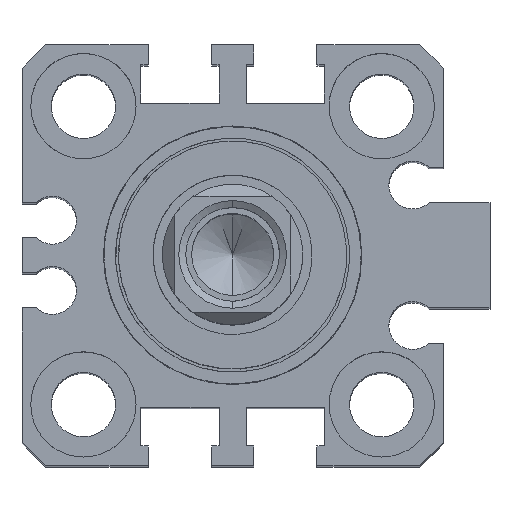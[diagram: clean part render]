
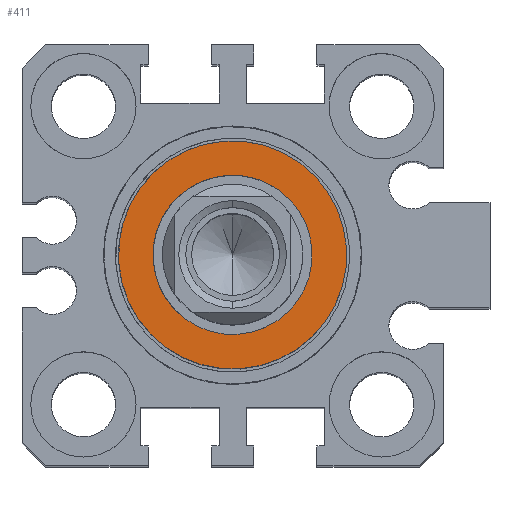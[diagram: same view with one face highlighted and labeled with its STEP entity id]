
A CAD part, top view. The second image highlights one B-rep face of the part: STEP entity #411.
In plain terms, the highlighted planar face has unit normal (0, 0, 1).
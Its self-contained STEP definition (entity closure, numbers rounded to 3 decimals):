
#112=AXIS2_PLACEMENT_3D('Circle Axis2P3D',#110,#111,$) ;
#387=AXIS2_PLACEMENT_3D('Plane Axis2P3D',#384,#385,#386) ;
#391=AXIS2_PLACEMENT_3D('Circle Axis2P3D',#389,#390,$) ;
#400=AXIS2_PLACEMENT_3D('Circle Axis2P3D',#398,#399,$) ;
#107=CARTESIAN_POINT('Vertex',(-4.006,-5.495,16.5)) ;
#110=CARTESIAN_POINT('Axis2P3D Location',(0.,0.,16.5)) ;
#114=CARTESIAN_POINT('Vertex',(4.006,5.495,16.5)) ;
#142=CARTESIAN_POINT('Control Point',(-4.006,-5.495,16.5)) ;
#143=CARTESIAN_POINT('Control Point',(-4.869,-4.866,16.5)) ;
#144=CARTESIAN_POINT('Control Point',(-5.609,-4.067,16.5)) ;
#145=CARTESIAN_POINT('Control Point',(-6.18,-3.131,16.5)) ;
#146=CARTESIAN_POINT('Control Point',(-6.925,-1.085,16.5)) ;
#147=CARTESIAN_POINT('Control Point',(-6.842,1.09,16.5)) ;
#148=CARTESIAN_POINT('Control Point',(-6.584,2.156,16.5)) ;
#149=CARTESIAN_POINT('Control Point',(-5.664,4.129,16.5)) ;
#150=CARTESIAN_POINT('Control Point',(-4.067,5.609,16.5)) ;
#151=CARTESIAN_POINT('Control Point',(-3.131,6.18,16.5)) ;
#152=CARTESIAN_POINT('Control Point',(-1.085,6.925,16.5)) ;
#153=CARTESIAN_POINT('Control Point',(1.09,6.842,16.5)) ;
#154=CARTESIAN_POINT('Control Point',(2.156,6.584,16.5)) ;
#155=CARTESIAN_POINT('Control Point',(3.143,6.124,16.5)) ;
#156=CARTESIAN_POINT('Control Point',(4.006,5.495,16.5)) ;
#384=CARTESIAN_POINT('Axis2P3D Location',(7.879,-5.744,16.5)) ;
#389=CARTESIAN_POINT('Axis2P3D Location',(0.,0.,16.5)) ;
#393=CARTESIAN_POINT('Vertex',(5.744,7.879,16.5)) ;
#395=CARTESIAN_POINT('Vertex',(-5.744,-7.879,16.5)) ;
#398=CARTESIAN_POINT('Axis2P3D Location',(0.,0.,16.5)) ;
#111=DIRECTION('Axis2P3D Direction',(0.,0.,-1.)) ;
#385=DIRECTION('Axis2P3D Direction',(0.,0.,-1.)) ;
#386=DIRECTION('Axis2P3D XDirection',(0.589,0.808,0.)) ;
#390=DIRECTION('Axis2P3D Direction',(0.,0.,-1.)) ;
#399=DIRECTION('Axis2P3D Direction',(0.,0.,-1.)) ;
#404=ORIENTED_EDGE('',*,*,#397,.F.) ;
#405=ORIENTED_EDGE('',*,*,#402,.F.) ;
#408=ORIENTED_EDGE('',*,*,#116,.T.) ;
#409=ORIENTED_EDGE('',*,*,#157,.T.) ;
#410=FACE_BOUND('',#407,.T.) ;
#411=ADVANCED_FACE('SCQ_20_TS_TUENKERS',(#406,#410),#388,.F.) ;
#141=B_SPLINE_CURVE_WITH_KNOTS('',5,(#142,#143,#144,#145,#146,#147,#148,#149,#150,#151,#152,#153,#154,#155,#156),.UNSPECIFIED.,.F.,.U.,(6,3,3,3,6),(-10.681,-5.341,0.,5.341,10.681),.UNSPECIFIED.) ;
#113=CIRCLE('generated circle',#112,6.8) ;
#392=CIRCLE('generated circle',#391,9.75) ;
#401=CIRCLE('generated circle',#400,9.75) ;
#116=EDGE_CURVE('',#115,#108,#113,.T.) ;
#157=EDGE_CURVE('',#108,#115,#141,.T.) ;
#397=EDGE_CURVE('',#394,#396,#392,.T.) ;
#402=EDGE_CURVE('',#396,#394,#401,.T.) ;
#403=EDGE_LOOP('',(#404,#405)) ;
#407=EDGE_LOOP('',(#408,#409)) ;
#406=FACE_OUTER_BOUND('',#403,.T.) ;
#388=PLANE('Plane',#387) ;
#108=VERTEX_POINT('',#107) ;
#115=VERTEX_POINT('',#114) ;
#394=VERTEX_POINT('',#393) ;
#396=VERTEX_POINT('',#395) ;
